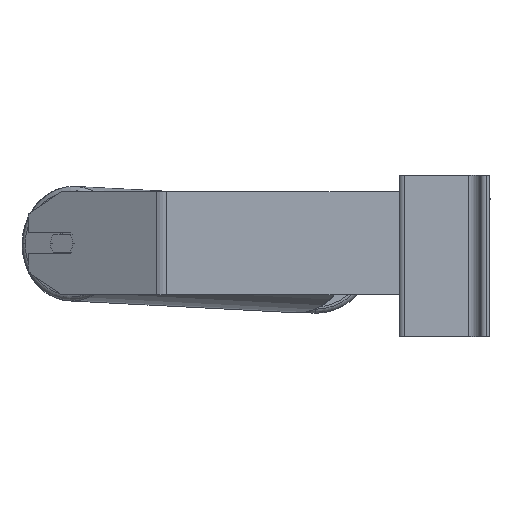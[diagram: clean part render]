
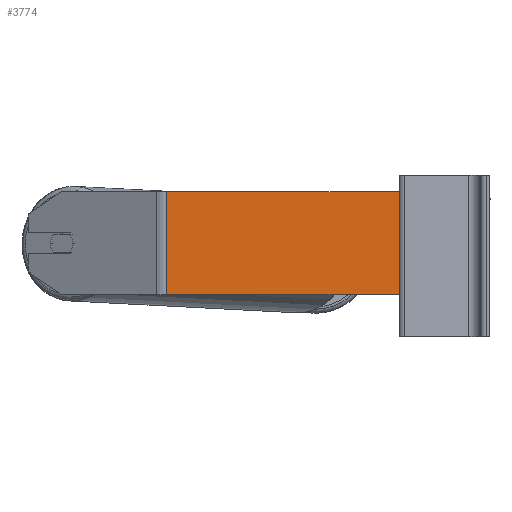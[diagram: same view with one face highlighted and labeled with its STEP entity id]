
A CAD part, left-side view. The second image highlights one B-rep face of the part: STEP entity #3774.
In plain terms, the highlighted planar face has unit normal (-1, 0, 0).
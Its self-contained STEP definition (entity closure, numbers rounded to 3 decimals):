
#163 = EDGE_CURVE ( 'NONE', #7316, #2010, #884, .T. ) ;
#218 = CARTESIAN_POINT ( 'NONE',  ( -588., 18., -30. ) ) ;
#286 = DIRECTION ( 'NONE',  ( 0., 0., -1. ) ) ;
#439 = CARTESIAN_POINT ( 'NONE',  ( -588., 18., 50. ) ) ;
#624 = PLANE ( 'NONE',  #8856 ) ;
#793 = VECTOR ( 'NONE', #286, 1000. ) ;
#884 = LINE ( 'NONE', #7257, #7894 ) ;
#950 = CARTESIAN_POINT ( 'NONE',  ( -588., 197.945, -30. ) ) ;
#1520 = DIRECTION ( 'NONE',  ( 0., 1., 0. ) ) ;
#1739 = EDGE_CURVE ( 'NONE', #3111, #2010, #9402, .T. ) ;
#2010 = VERTEX_POINT ( 'NONE', #218 ) ;
#2972 = LINE ( 'NONE', #6211, #793 ) ;
#3111 = VERTEX_POINT ( 'NONE', #6750 ) ;
#3179 = LINE ( 'NONE', #7145, #10229 ) ;
#3198 = ORIENTED_EDGE ( 'NONE', *, *, #3861, .F. ) ;
#3774 = ADVANCED_FACE ( 'NONE', ( #7906 ), #624, .F. ) ;
#3861 = EDGE_CURVE ( 'NONE', #4052, #3111, #3179, .T. ) ;
#4052 = VERTEX_POINT ( 'NONE', #7071 ) ;
#4292 = VECTOR ( 'NONE', #10218, 1000. ) ;
#4763 = DIRECTION ( 'NONE',  ( 1., 0., 0. ) ) ;
#5360 = EDGE_LOOP ( 'NONE', ( #10497, #6154, #3198, #7181 ) ) ;
#5564 = DIRECTION ( 'NONE',  ( 0., -1., 0. ) ) ;
#6154 = ORIENTED_EDGE ( 'NONE', *, *, #1739, .F. ) ;
#6211 = CARTESIAN_POINT ( 'NONE',  ( -588., 197.945, 50. ) ) ;
#6750 = CARTESIAN_POINT ( 'NONE',  ( -588., 18., 50. ) ) ;
#6956 = EDGE_CURVE ( 'NONE', #4052, #7316, #2972, .T. ) ;
#7071 = CARTESIAN_POINT ( 'NONE',  ( -588., 197.945, 50. ) ) ;
#7145 = CARTESIAN_POINT ( 'NONE',  ( -588., 202.232, 50. ) ) ;
#7181 = ORIENTED_EDGE ( 'NONE', *, *, #6956, .T. ) ;
#7257 = CARTESIAN_POINT ( 'NONE',  ( -588., 202.232, -30. ) ) ;
#7316 = VERTEX_POINT ( 'NONE', #950 ) ;
#7894 = VECTOR ( 'NONE', #9859, 1000. ) ;
#7906 = FACE_OUTER_BOUND ( 'NONE', #5360, .T. ) ;
#8856 = AXIS2_PLACEMENT_3D ( 'NONE', #9646, #4763, #1520 ) ;
#9402 = LINE ( 'NONE', #439, #4292 ) ;
#9646 = CARTESIAN_POINT ( 'NONE',  ( -588., 202.232, 50. ) ) ;
#9859 = DIRECTION ( 'NONE',  ( 0., -1., 0. ) ) ;
#10218 = DIRECTION ( 'NONE',  ( 0., 0., -1. ) ) ;
#10229 = VECTOR ( 'NONE', #5564, 1000. ) ;
#10497 = ORIENTED_EDGE ( 'NONE', *, *, #163, .T. ) ;
